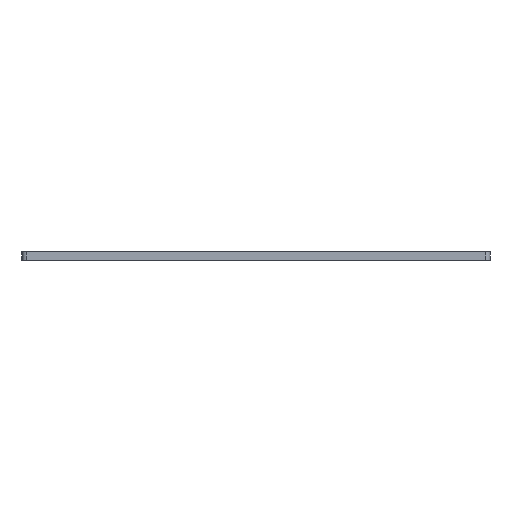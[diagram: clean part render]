
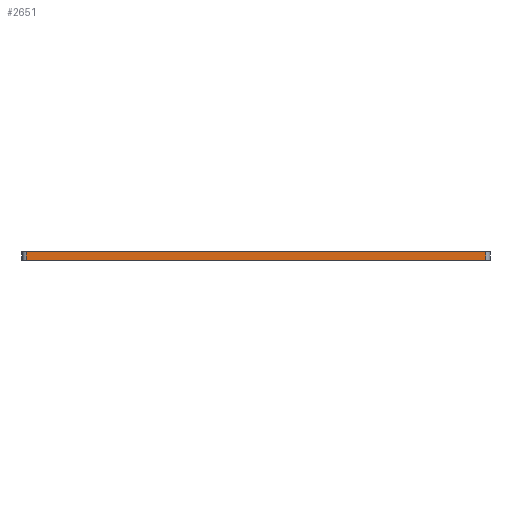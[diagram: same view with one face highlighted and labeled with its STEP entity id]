
A CAD part, front view. The second image highlights one B-rep face of the part: STEP entity #2651.
In plain terms, the highlighted planar face has unit normal (0, -1, 0).
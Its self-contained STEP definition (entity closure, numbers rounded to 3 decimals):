
#408=CARTESIAN_POINT('',(103.0,-120.,-2.0));
#409=VERTEX_POINT('',#408);
#417=CARTESIAN_POINT('',(-108.,-120.0,-2.0));
#418=VERTEX_POINT('',#417);
#419=CARTESIAN_POINT('',(-108.,-120.0,-2.0));
#420=DIRECTION('',(1.0,0.0,0.0));
#421=VECTOR('',#420,211.);
#422=LINE('',#419,#421);
#423=EDGE_CURVE('',#418,#409,#422,.T.);
#1537=CARTESIAN_POINT('',(-108.,-120.0,2.0));
#1538=VERTEX_POINT('',#1537);
#1546=CARTESIAN_POINT('',(103.0,-120.,2.0));
#1547=VERTEX_POINT('',#1546);
#1548=CARTESIAN_POINT('',(103.0,-120.,2.0));
#1549=DIRECTION('',(-1.0,0.0,0.0));
#1550=VECTOR('',#1549,211.);
#1551=LINE('',#1548,#1550);
#1552=EDGE_CURVE('',#1547,#1538,#1551,.T.);
#2626=CARTESIAN_POINT('',(-108.,-120.0,-2.0));
#2627=DIRECTION('',(0.0,0.0,1.0));
#2628=VECTOR('',#2627,4.0);
#2629=LINE('',#2626,#2628);
#2630=EDGE_CURVE('',#418,#1538,#2629,.T.);
#2635=CARTESIAN_POINT('',(105.0,-120.,0.0));
#2636=DIRECTION('',(0.0,-1.0,0.0));
#2637=DIRECTION('',(0.0,0.0,-1.0));
#2638=AXIS2_PLACEMENT_3D('',#2635,#2636,#2637);
#2639=PLANE('',#2638);
#2640=ORIENTED_EDGE('',*,*,#2630,.F.);
#2641=ORIENTED_EDGE('',*,*,#423,.T.);
#2642=CARTESIAN_POINT('',(103.0,-120.,2.0));
#2643=DIRECTION('',(0.0,0.0,-1.0));
#2644=VECTOR('',#2643,4.0);
#2645=LINE('',#2642,#2644);
#2646=EDGE_CURVE('',#1547,#409,#2645,.T.);
#2647=ORIENTED_EDGE('',*,*,#2646,.F.);
#2648=ORIENTED_EDGE('',*,*,#1552,.T.);
#2649=EDGE_LOOP('',(#2640,#2641,#2647,#2648));
#2650=FACE_OUTER_BOUND('',#2649,.T.);
#2651=ADVANCED_FACE('',(#2650),#2639,.T.);
